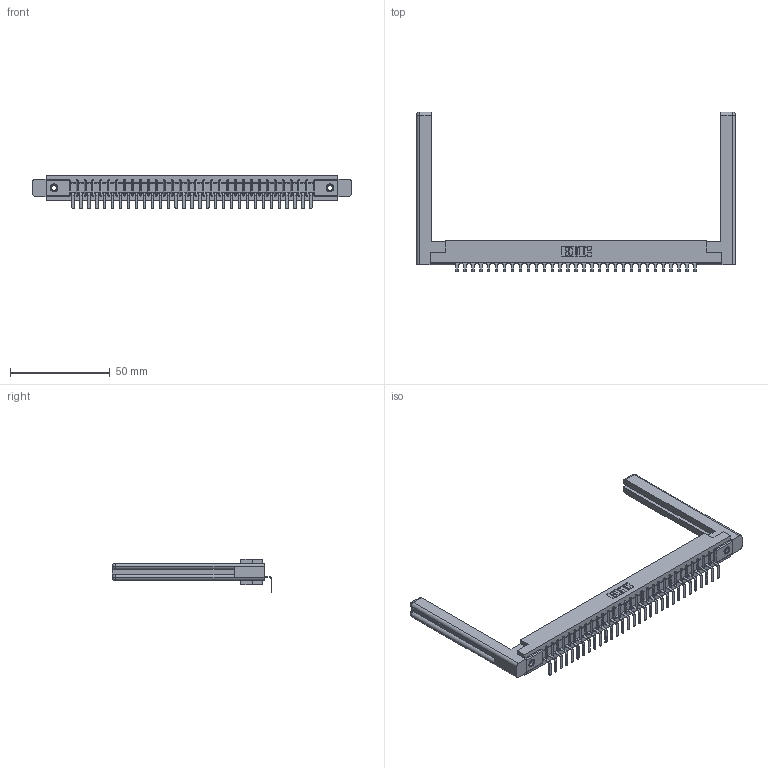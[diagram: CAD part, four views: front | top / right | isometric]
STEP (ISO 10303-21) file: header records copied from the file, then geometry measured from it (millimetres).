
FILE_DESCRIPTION (( 'STEP AP203' ), '1' );
FILE_NAME ('307-031-559-158.STEP', '2019-09-05T16:34:12', ( '' ), ( '' ), 'SwSTEP 2.0', 'SolidWorks 2016', '' );
FILE_SCHEMA (( 'CONFIG_CONTROL_DESIGN' ));
Length unit declared in the file: inch
Products named in the file (5): 307-031-559-158; 307-290-001_558 559 - 1 (Single); 345-250-001_345-250-001-102; 307 Part_.156 Dia Mounting Holes; 307-220-058
Assembly tree (36 placements, depth 2):
  307-031-559-158
    307 Part_.156 Dia Mounting Holes
    307-290-001_558 559 - 1 (Single)  x31
    307-220-058  x2
    345-250-001_345-250-001-102  x2
Bounding box: 159.46 x 79.77 x 16.8 mm (x, y, z)
Volume: 23693 mm3; surface area: 22766.9 mm2
Topology: 36 solids, 36 shells, 2152 faces, 6071 edges, 3906 vertices
Faces by surface type: plane 1363, cylinder 701, sphere 64, torus 12, cone 12
Entity records: 30669 total; most frequent: CARTESIAN_POINT 5171, ORIENTED_EDGE 5096, DIRECTION 4996, EDGE_CURVE 2548, LINE 1946, VECTOR 1946, VERTEX_POINT 1646, AXIS2_PLACEMENT_3D 1525
